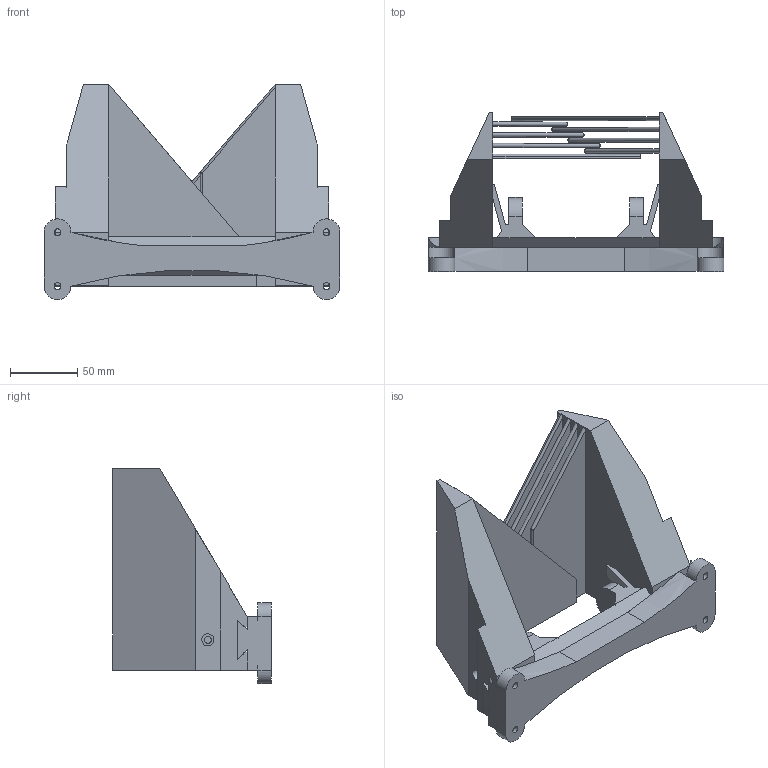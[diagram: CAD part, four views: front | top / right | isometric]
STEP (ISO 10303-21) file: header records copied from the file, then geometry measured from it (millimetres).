
FILE_DESCRIPTION(/* description */ (''),/* implementation_level */ '2;1');
FILE_NAME(/* name */ 'Pleating Fingers RC1 v1.step',/* time_stamp */ '2020-04-14T09:44:41-04:00',/* author */ (''),/* organization */ (''),/* preprocessor_version */ 'ST-DEVELOPER v18',/* originating_system */ 'Autodesk Translation Framework v8.12.0.6',/* authorisation */ '');
FILE_SCHEMA (('AUTOMOTIVE_DESIGN { 1 0 10303 214 3 1 1 }'));
Length unit declared in the file: millimetre
Products named in the file (1): Pleating Fingers RC1
Bounding box: 220 x 118 x 160 mm (x, y, z)
Volume: 816269.6 mm3; surface area: 236949 mm2
Topology: 3 solids, 3 shells, 177 faces, 465 edges, 302 vertices
Faces by surface type: plane 124, cylinder 47, sphere 6
Full cylindrical faces by diameter (mm): 5.1 x6, 7.9 x2, 9 x6
Entity records: 5478 total; most frequent: CARTESIAN_POINT 945, DIRECTION 937, ORIENTED_EDGE 930, EDGE_CURVE 465, LINE 349, VECTOR 349, VERTEX_POINT 302, AXIS2_PLACEMENT_3D 294
